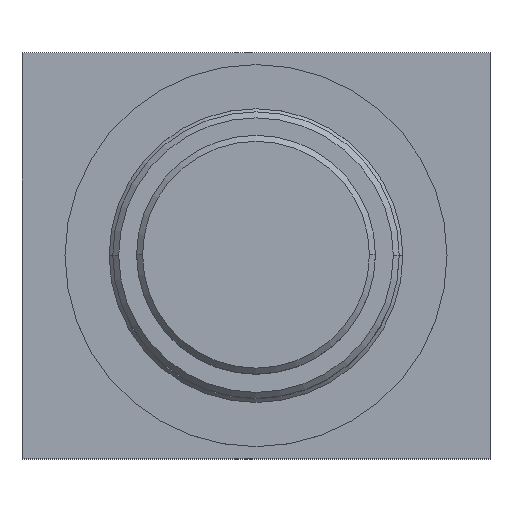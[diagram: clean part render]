
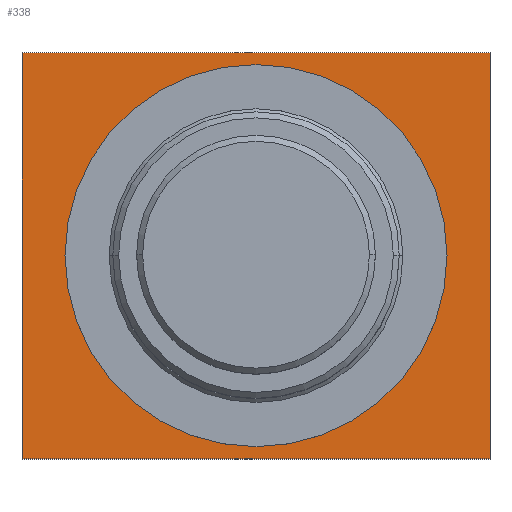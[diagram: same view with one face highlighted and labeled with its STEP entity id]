
A CAD part, top view. The second image highlights one B-rep face of the part: STEP entity #338.
In plain terms, the highlighted planar face has unit normal (0, 0, 1).
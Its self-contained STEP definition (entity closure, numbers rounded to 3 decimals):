
#37 = EDGE_LOOP ( 'NONE', ( #2544, #2617, #968, #2087 ) ) ;
#158 = DIRECTION ( 'NONE',  ( 0., 0., -1. ) ) ;
#181 = DIRECTION ( 'NONE',  ( 0., 0., -1. ) ) ;
#242 = VERTEX_POINT ( 'NONE', #1530 ) ;
#244 = VERTEX_POINT ( 'NONE', #2146 ) ;
#306 = CARTESIAN_POINT ( 'NONE',  ( 0., 0., 15.7 ) ) ;
#338 = ADVANCED_FACE ( 'NONE', ( #1540, #2500 ), #2381, .F. ) ;
#578 = EDGE_CURVE ( 'NONE', #1743, #242, #1995, .T. ) ;
#641 = CARTESIAN_POINT ( 'NONE',  ( 0., 0., 15.7 ) ) ;
#838 = DIRECTION ( 'NONE',  ( 0., 1., 0. ) ) ;
#943 = DIRECTION ( 'NONE',  ( 0., 0., -1. ) ) ;
#968 = ORIENTED_EDGE ( 'NONE', *, *, #2230, .T. ) ;
#970 = VERTEX_POINT ( 'NONE', #2245 ) ;
#1077 = EDGE_CURVE ( 'NONE', #244, #2549, #2368, .T. ) ;
#1094 = VECTOR ( 'NONE', #838, 1000. ) ;
#1117 = DIRECTION ( 'NONE',  ( 0., -1., 0. ) ) ;
#1266 = VECTOR ( 'NONE', #1271, 1000. ) ;
#1271 = DIRECTION ( 'NONE',  ( 1., 0., 0. ) ) ;
#1307 = LINE ( 'NONE', #306, #2404 ) ;
#1312 = CARTESIAN_POINT ( 'NONE',  ( 16.8, 8.5, 15.7 ) ) ;
#1367 = CARTESIAN_POINT ( 'NONE',  ( 19.6, 17., 15.7 ) ) ;
#1392 = AXIS2_PLACEMENT_3D ( 'NONE', #1398, #158, #1601 ) ;
#1398 = CARTESIAN_POINT ( 'NONE',  ( 9.8, 8.5, 15.7 ) ) ;
#1419 = CARTESIAN_POINT ( 'NONE',  ( 9.8, 8.5, 15.7 ) ) ;
#1440 = VECTOR ( 'NONE', #2062, 1000. ) ;
#1444 = EDGE_CURVE ( 'NONE', #1610, #970, #1524, .T. ) ;
#1524 = CIRCLE ( 'NONE', #2608, 7. ) ;
#1530 = CARTESIAN_POINT ( 'NONE',  ( 0., 17., 15.7 ) ) ;
#1540 = FACE_BOUND ( 'NONE', #1837, .T. ) ;
#1601 = DIRECTION ( 'NONE',  ( -1., 0., 0. ) ) ;
#1610 = VERTEX_POINT ( 'NONE', #1312 ) ;
#1629 = DIRECTION ( 'NONE',  ( -1., 0., 0. ) ) ;
#1645 = LINE ( 'NONE', #1662, #1094 ) ;
#1662 = CARTESIAN_POINT ( 'NONE',  ( 19.6, 0., 15.7 ) ) ;
#1743 = VERTEX_POINT ( 'NONE', #1367 ) ;
#1837 = EDGE_LOOP ( 'NONE', ( #2376, #1902 ) ) ;
#1902 = ORIENTED_EDGE ( 'NONE', *, *, #1444, .T. ) ;
#1971 = AXIS2_PLACEMENT_3D ( 'NONE', #2585, #943, #2390 ) ;
#1995 = LINE ( 'NONE', #2275, #1440 ) ;
#2000 = CARTESIAN_POINT ( 'NONE',  ( 19.6, 0., 15.7 ) ) ;
#2062 = DIRECTION ( 'NONE',  ( -1., 0., 0. ) ) ;
#2075 = CIRCLE ( 'NONE', #1392, 7. ) ;
#2087 = ORIENTED_EDGE ( 'NONE', *, *, #578, .T. ) ;
#2146 = CARTESIAN_POINT ( 'NONE',  ( 0., 0., 15.7 ) ) ;
#2230 = EDGE_CURVE ( 'NONE', #2549, #1743, #1645, .T. ) ;
#2245 = CARTESIAN_POINT ( 'NONE',  ( 2.8, 8.5, 15.7 ) ) ;
#2275 = CARTESIAN_POINT ( 'NONE',  ( 0., 17., 15.7 ) ) ;
#2368 = LINE ( 'NONE', #641, #1266 ) ;
#2376 = ORIENTED_EDGE ( 'NONE', *, *, #2602, .T. ) ;
#2381 = PLANE ( 'NONE',  #1971 ) ;
#2390 = DIRECTION ( 'NONE',  ( -1., 0., 0. ) ) ;
#2404 = VECTOR ( 'NONE', #1117, 1000. ) ;
#2463 = EDGE_CURVE ( 'NONE', #242, #244, #1307, .T. ) ;
#2500 = FACE_OUTER_BOUND ( 'NONE', #37, .T. ) ;
#2544 = ORIENTED_EDGE ( 'NONE', *, *, #2463, .T. ) ;
#2549 = VERTEX_POINT ( 'NONE', #2000 ) ;
#2585 = CARTESIAN_POINT ( 'NONE',  ( 0., 0., 15.7 ) ) ;
#2602 = EDGE_CURVE ( 'NONE', #970, #1610, #2075, .T. ) ;
#2608 = AXIS2_PLACEMENT_3D ( 'NONE', #1419, #181, #1629 ) ;
#2617 = ORIENTED_EDGE ( 'NONE', *, *, #1077, .T. ) ;
